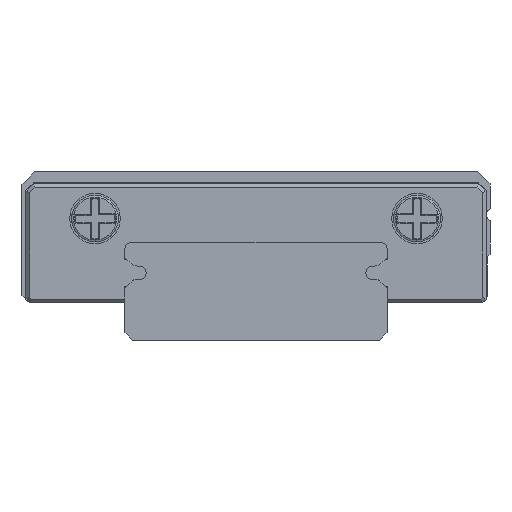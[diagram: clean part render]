
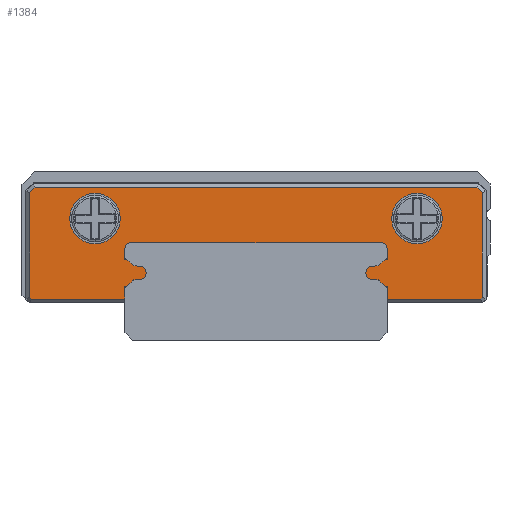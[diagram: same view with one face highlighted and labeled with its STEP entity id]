
A CAD part, front view. The second image highlights one B-rep face of the part: STEP entity #1384.
In plain terms, the highlighted planar face has unit normal (0, -1, 0).
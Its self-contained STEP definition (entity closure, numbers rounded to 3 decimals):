
#576=LINE('',#6832,#988);
#581=LINE('',#6843,#993);
#582=LINE('',#6850,#994);
#583=LINE('',#6853,#995);
#584=LINE('',#6855,#996);
#585=LINE('',#6857,#997);
#586=LINE('',#6859,#998);
#587=LINE('',#6861,#999);
#588=LINE('',#6863,#1000);
#589=LINE('',#6865,#1001);
#590=LINE('',#6867,#1002);
#591=LINE('',#6869,#1003);
#592=LINE('',#6874,#1004);
#593=LINE('',#6878,#1005);
#594=LINE('',#6884,#1006);
#595=LINE('',#6888,#1007);
#596=LINE('',#6895,#1008);
#597=LINE('',#6899,#1009);
#988=VECTOR('',#5427,1.);
#993=VECTOR('',#5434,1.);
#994=VECTOR('',#5443,1.);
#995=VECTOR('',#5444,1.);
#996=VECTOR('',#5445,1.);
#997=VECTOR('',#5446,1.);
#998=VECTOR('',#5447,1.);
#999=VECTOR('',#5448,1.);
#1000=VECTOR('',#5449,1.);
#1001=VECTOR('',#5450,1.);
#1002=VECTOR('',#5451,1.);
#1003=VECTOR('',#5452,1.);
#1004=VECTOR('',#5457,1.);
#1005=VECTOR('',#5460,1.);
#1006=VECTOR('',#5465,1.);
#1007=VECTOR('',#5468,1.);
#1008=VECTOR('',#5475,1.);
#1009=VECTOR('',#5478,1.);
#1384=ADVANCED_FACE('',(#1830,#1831,#1832),#1678,.T.);
#1678=PLANE('',#4920);
#1830=FACE_BOUND('',#1969,.T.);
#1831=FACE_BOUND('',#1970,.T.);
#1832=FACE_BOUND('',#1971,.T.);
#1969=EDGE_LOOP('',(#2357,#2358,#2359,#2360,#2361,#2362,#2363,#2364,#2365,
#2366,#2367,#2368,#2369,#2370,#2371,#2372,#2373,#2374,#2375,#2376,#2377,
#2378,#2379,#2380,#2381,#2382,#2383,#2384,#2385,#2386));
#1970=EDGE_LOOP('',(#2387));
#1971=EDGE_LOOP('',(#2388));
#2357=ORIENTED_EDGE('',*,*,#4097,.F.);
#2358=ORIENTED_EDGE('',*,*,#4098,.T.);
#2359=ORIENTED_EDGE('',*,*,#4099,.T.);
#2360=ORIENTED_EDGE('',*,*,#4100,.T.);
#2361=ORIENTED_EDGE('',*,*,#4101,.T.);
#2362=ORIENTED_EDGE('',*,*,#4102,.T.);
#2363=ORIENTED_EDGE('',*,*,#4103,.T.);
#2364=ORIENTED_EDGE('',*,*,#4104,.T.);
#2365=ORIENTED_EDGE('',*,*,#4105,.T.);
#2366=ORIENTED_EDGE('',*,*,#4106,.T.);
#2367=ORIENTED_EDGE('',*,*,#4089,.F.);
#2368=ORIENTED_EDGE('',*,*,#4107,.F.);
#2369=ORIENTED_EDGE('',*,*,#4108,.F.);
#2370=ORIENTED_EDGE('',*,*,#4109,.F.);
#2371=ORIENTED_EDGE('',*,*,#4110,.F.);
#2372=ORIENTED_EDGE('',*,*,#4111,.F.);
#2373=ORIENTED_EDGE('',*,*,#4112,.F.);
#2374=ORIENTED_EDGE('',*,*,#4113,.F.);
#2375=ORIENTED_EDGE('',*,*,#4114,.F.);
#2376=ORIENTED_EDGE('',*,*,#4115,.F.);
#2377=ORIENTED_EDGE('',*,*,#4116,.F.);
#2378=ORIENTED_EDGE('',*,*,#4117,.F.);
#2379=ORIENTED_EDGE('',*,*,#4094,.F.);
#2380=ORIENTED_EDGE('',*,*,#4118,.T.);
#2381=ORIENTED_EDGE('',*,*,#4119,.T.);
#2382=ORIENTED_EDGE('',*,*,#4120,.T.);
#2383=ORIENTED_EDGE('',*,*,#4121,.T.);
#2384=ORIENTED_EDGE('',*,*,#4122,.T.);
#2385=ORIENTED_EDGE('',*,*,#4123,.T.);
#2386=ORIENTED_EDGE('',*,*,#4124,.T.);
#2387=ORIENTED_EDGE('',*,*,#4125,.F.);
#2388=ORIENTED_EDGE('',*,*,#4126,.T.);
#3649=VERTEX_POINT('',#6831);
#3650=VERTEX_POINT('',#6833);
#3652=VERTEX_POINT('',#6838);
#3654=VERTEX_POINT('',#6842);
#3657=VERTEX_POINT('',#6851);
#3658=VERTEX_POINT('',#6852);
#3659=VERTEX_POINT('',#6854);
#3660=VERTEX_POINT('',#6856);
#3661=VERTEX_POINT('',#6858);
#3662=VERTEX_POINT('',#6860);
#3663=VERTEX_POINT('',#6862);
#3664=VERTEX_POINT('',#6864);
#3665=VERTEX_POINT('',#6866);
#3666=VERTEX_POINT('',#6868);
#3667=VERTEX_POINT('',#6871);
#3668=VERTEX_POINT('',#6873);
#3669=VERTEX_POINT('',#6875);
#3670=VERTEX_POINT('',#6877);
#3671=VERTEX_POINT('',#6879);
#3672=VERTEX_POINT('',#6881);
#3673=VERTEX_POINT('',#6883);
#3674=VERTEX_POINT('',#6885);
#3675=VERTEX_POINT('',#6887);
#3676=VERTEX_POINT('',#6889);
#3677=VERTEX_POINT('',#6892);
#3678=VERTEX_POINT('',#6894);
#3679=VERTEX_POINT('',#6896);
#3680=VERTEX_POINT('',#6898);
#3681=VERTEX_POINT('',#6900);
#3682=VERTEX_POINT('',#6902);
#3683=VERTEX_POINT('',#6905);
#3684=VERTEX_POINT('',#6907);
#4089=EDGE_CURVE('',#3649,#3650,#576,.T.);
#4094=EDGE_CURVE('',#3654,#3652,#581,.T.);
#4097=EDGE_CURVE('',#3657,#3658,#582,.T.);
#4098=EDGE_CURVE('',#3657,#3659,#583,.T.);
#4099=EDGE_CURVE('',#3659,#3660,#584,.T.);
#4100=EDGE_CURVE('',#3660,#3661,#585,.T.);
#4101=EDGE_CURVE('',#3661,#3662,#586,.T.);
#4102=EDGE_CURVE('',#3662,#3663,#587,.T.);
#4103=EDGE_CURVE('',#3663,#3664,#588,.T.);
#4104=EDGE_CURVE('',#3664,#3665,#589,.T.);
#4105=EDGE_CURVE('',#3665,#3666,#590,.T.);
#4106=EDGE_CURVE('',#3666,#3650,#591,.T.);
#4107=EDGE_CURVE('',#3667,#3649,#4716,.T.);
#4108=EDGE_CURVE('',#3668,#3667,#4717,.T.);
#4109=EDGE_CURVE('',#3669,#3668,#592,.T.);
#4110=EDGE_CURVE('',#3670,#3669,#4718,.T.);
#4111=EDGE_CURVE('',#3671,#3670,#593,.T.);
#4112=EDGE_CURVE('',#3672,#3671,#4719,.T.);
#4113=EDGE_CURVE('',#3673,#3672,#4720,.T.);
#4114=EDGE_CURVE('',#3674,#3673,#594,.T.);
#4115=EDGE_CURVE('',#3675,#3674,#4721,.T.);
#4116=EDGE_CURVE('',#3676,#3675,#595,.T.);
#4117=EDGE_CURVE('',#3652,#3676,#4722,.T.);
#4118=EDGE_CURVE('',#3654,#3677,#4723,.T.);
#4119=EDGE_CURVE('',#3677,#3678,#4724,.T.);
#4120=EDGE_CURVE('',#3678,#3679,#596,.T.);
#4121=EDGE_CURVE('',#3679,#3680,#4725,.T.);
#4122=EDGE_CURVE('',#3680,#3681,#597,.T.);
#4123=EDGE_CURVE('',#3681,#3682,#4726,.T.);
#4124=EDGE_CURVE('',#3682,#3658,#4727,.T.);
#4125=EDGE_CURVE('',#3683,#3683,#4728,.T.);
#4126=EDGE_CURVE('',#3684,#3684,#4729,.T.);
#4716=CIRCLE('',#4906,0.863);
#4717=CIRCLE('',#4907,0.1);
#4718=CIRCLE('',#4908,0.354);
#4719=CIRCLE('',#4909,0.1);
#4720=CIRCLE('',#4910,0.863);
#4721=CIRCLE('',#4911,0.3);
#4722=CIRCLE('',#4912,0.3);
#4723=CIRCLE('',#4913,0.863);
#4724=CIRCLE('',#4914,0.1);
#4725=CIRCLE('',#4915,0.354);
#4726=CIRCLE('',#4916,0.1);
#4727=CIRCLE('',#4917,0.863);
#4728=CIRCLE('',#4918,1.35);
#4729=CIRCLE('',#4919,1.35);
#4906=AXIS2_PLACEMENT_3D('',#6870,#5453,#5454);
#4907=AXIS2_PLACEMENT_3D('',#6872,#5455,#5456);
#4908=AXIS2_PLACEMENT_3D('',#6876,#5458,#5459);
#4909=AXIS2_PLACEMENT_3D('',#6880,#5461,#5462);
#4910=AXIS2_PLACEMENT_3D('',#6882,#5463,#5464);
#4911=AXIS2_PLACEMENT_3D('',#6886,#5466,#5467);
#4912=AXIS2_PLACEMENT_3D('',#6890,#5469,#5470);
#4913=AXIS2_PLACEMENT_3D('',#6891,#5471,#5472);
#4914=AXIS2_PLACEMENT_3D('',#6893,#5473,#5474);
#4915=AXIS2_PLACEMENT_3D('',#6897,#5476,#5477);
#4916=AXIS2_PLACEMENT_3D('',#6901,#5479,#5480);
#4917=AXIS2_PLACEMENT_3D('',#6903,#5481,#5482);
#4918=AXIS2_PLACEMENT_3D('',#6904,#5483,#5484);
#4919=AXIS2_PLACEMENT_3D('',#6906,#5485,#5486);
#4920=AXIS2_PLACEMENT_3D('',#6908,#5487,#5488);
#5427=DIRECTION('',(0.,0.,-1.));
#5434=DIRECTION('',(0.,0.,1.));
#5443=DIRECTION('',(0.,0.,1.));
#5444=DIRECTION('',(1.,0.,0.));
#5445=DIRECTION('',(0.707,0.,0.707));
#5446=DIRECTION('',(0.,0.,1.));
#5447=DIRECTION('',(-0.707,0.,0.707));
#5448=DIRECTION('',(-1.,0.,0.));
#5449=DIRECTION('',(-0.707,0.,-0.707));
#5450=DIRECTION('',(0.,0.,-1.));
#5451=DIRECTION('',(0.707,0.,-0.707));
#5452=DIRECTION('',(1.,0.,0.));
#5453=DIRECTION('',(0.,1.,0.));
#5454=DIRECTION('',(1.,0.,0.));
#5455=DIRECTION('',(0.,-1.,0.));
#5456=DIRECTION('',(1.,0.,0.));
#5457=DIRECTION('',(-0.996,0.,-0.087));
#5458=DIRECTION('',(0.,1.,0.));
#5459=DIRECTION('',(1.,0.,0.));
#5460=DIRECTION('',(0.996,0.,-0.087));
#5461=DIRECTION('',(0.,-1.,0.));
#5462=DIRECTION('',(1.,0.,0.));
#5463=DIRECTION('',(0.,1.,0.));
#5464=DIRECTION('',(1.,0.,0.));
#5465=DIRECTION('',(0.,0.,-1.));
#5466=DIRECTION('',(0.,-1.,0.));
#5467=DIRECTION('',(0.,0.,-1.));
#5468=DIRECTION('',(-1.,0.,0.));
#5469=DIRECTION('',(0.,-1.,0.));
#5470=DIRECTION('',(0.,0.,-1.));
#5471=DIRECTION('',(0.,-1.,0.));
#5472=DIRECTION('',(1.,0.,0.));
#5473=DIRECTION('',(0.,1.,0.));
#5474=DIRECTION('',(1.,0.,0.));
#5475=DIRECTION('',(-0.996,0.,-0.087));
#5476=DIRECTION('',(0.,-1.,0.));
#5477=DIRECTION('',(1.,0.,0.));
#5478=DIRECTION('',(0.996,0.,-0.087));
#5479=DIRECTION('',(0.,1.,0.));
#5480=DIRECTION('',(1.,0.,0.));
#5481=DIRECTION('',(0.,-1.,0.));
#5482=DIRECTION('',(1.,0.,0.));
#5483=DIRECTION('',(0.,-1.,0.));
#5484=DIRECTION('',(0.,0.,-1.));
#5485=DIRECTION('',(0.,1.,0.));
#5486=DIRECTION('',(0.,0.,-1.));
#5487=DIRECTION('',(0.,-1.,0.));
#5488=DIRECTION('',(0.,0.,-1.));
#6831=CARTESIAN_POINT('',(-7.,3.9,-5.832));
#6832=CARTESIAN_POINT('',(-7.,3.9,-4.));
#6833=CARTESIAN_POINT('',(-7.,3.9,-6.5));
#6838=CARTESIAN_POINT('',(7.,3.9,-3.8));
#6842=CARTESIAN_POINT('',(7.,3.9,-4.368));
#6843=CARTESIAN_POINT('',(7.,3.9,-8.15));
#6850=CARTESIAN_POINT('',(7.,3.9,-8.15));
#6851=CARTESIAN_POINT('',(7.,3.9,-6.5));
#6852=CARTESIAN_POINT('',(7.,3.9,-5.832));
#6853=CARTESIAN_POINT('',(6.9,3.9,-6.5));
#6854=CARTESIAN_POINT('',(11.995,3.9,-6.5));
#6855=CARTESIAN_POINT('',(9.598,3.9,-8.897));
#6856=CARTESIAN_POINT('',(12.09,3.9,-6.405));
#6857=CARTESIAN_POINT('',(12.09,3.9,-6.2));
#6858=CARTESIAN_POINT('',(12.09,3.9,-0.815));
#6859=CARTESIAN_POINT('',(12.187,3.9,-0.912));
#6860=CARTESIAN_POINT('',(11.805,3.9,-0.53));
#6861=CARTESIAN_POINT('',(6.9,3.9,-0.53));
#6862=CARTESIAN_POINT('',(-11.805,3.9,-0.53));
#6863=CARTESIAN_POINT('',(-5.287,3.9,5.988));
#6864=CARTESIAN_POINT('',(-12.09,3.9,-0.815));
#6865=CARTESIAN_POINT('',(-12.09,3.9,-6.2));
#6866=CARTESIAN_POINT('',(-12.09,3.9,-6.405));
#6867=CARTESIAN_POINT('',(-2.698,3.9,-15.797));
#6868=CARTESIAN_POINT('',(-11.995,3.9,-6.5));
#6869=CARTESIAN_POINT('',(6.9,3.9,-6.5));
#6870=CARTESIAN_POINT('',(-7.293,3.9,-5.02));
#6871=CARTESIAN_POINT('',(-6.59,3.9,-5.522));
#6872=CARTESIAN_POINT('',(-6.509,3.9,-5.58));
#6873=CARTESIAN_POINT('',(-6.518,3.9,-5.48));
#6874=CARTESIAN_POINT('',(-6.17,3.9,-5.45));
#6875=CARTESIAN_POINT('',(-6.17,3.9,-5.45));
#6876=CARTESIAN_POINT('',(-6.224,3.9,-5.1));
#6877=CARTESIAN_POINT('',(-6.17,3.9,-4.75));
#6878=CARTESIAN_POINT('',(-6.518,3.9,-4.72));
#6879=CARTESIAN_POINT('',(-6.518,3.9,-4.72));
#6880=CARTESIAN_POINT('',(-6.509,3.9,-4.62));
#6881=CARTESIAN_POINT('',(-6.59,3.9,-4.678));
#6882=CARTESIAN_POINT('',(-7.293,3.9,-5.18));
#6883=CARTESIAN_POINT('',(-7.,3.9,-4.368));
#6884=CARTESIAN_POINT('',(-7.,3.9,-4.));
#6885=CARTESIAN_POINT('',(-7.,3.9,-3.8));
#6886=CARTESIAN_POINT('',(-6.7,3.9,-3.8));
#6887=CARTESIAN_POINT('',(-6.7,3.9,-3.5));
#6888=CARTESIAN_POINT('',(6.8,3.9,-3.5));
#6889=CARTESIAN_POINT('',(6.7,3.9,-3.5));
#6890=CARTESIAN_POINT('',(6.7,3.9,-3.8));
#6891=CARTESIAN_POINT('',(7.293,3.9,-5.18));
#6892=CARTESIAN_POINT('',(6.59,3.9,-4.678));
#6893=CARTESIAN_POINT('',(6.509,3.9,-4.62));
#6894=CARTESIAN_POINT('',(6.518,3.9,-4.72));
#6895=CARTESIAN_POINT('',(6.518,3.9,-4.72));
#6896=CARTESIAN_POINT('',(6.17,3.9,-4.75));
#6897=CARTESIAN_POINT('',(6.224,3.9,-5.1));
#6898=CARTESIAN_POINT('',(6.17,3.9,-5.45));
#6899=CARTESIAN_POINT('',(6.17,3.9,-5.45));
#6900=CARTESIAN_POINT('',(6.518,3.9,-5.48));
#6901=CARTESIAN_POINT('',(6.509,3.9,-5.58));
#6902=CARTESIAN_POINT('',(6.59,3.9,-5.522));
#6903=CARTESIAN_POINT('',(7.293,3.9,-5.02));
#6904=CARTESIAN_POINT('',(8.6,3.9,-2.2));
#6905=CARTESIAN_POINT('',(8.6,3.9,-3.55));
#6906=CARTESIAN_POINT('',(-8.6,3.9,-2.2));
#6907=CARTESIAN_POINT('',(-8.6,3.9,-3.55));
#6908=CARTESIAN_POINT('',(6.9,3.9,-6.2));
